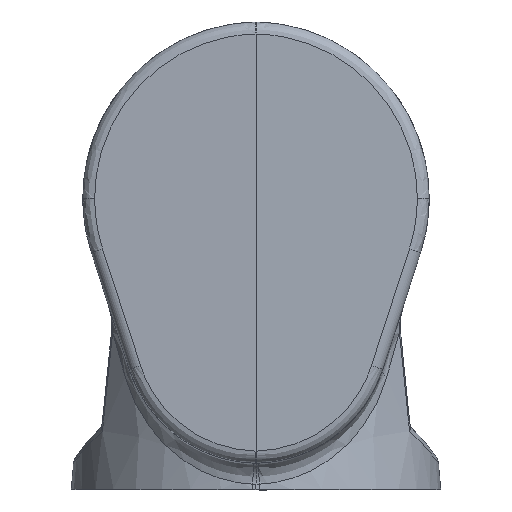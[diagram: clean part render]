
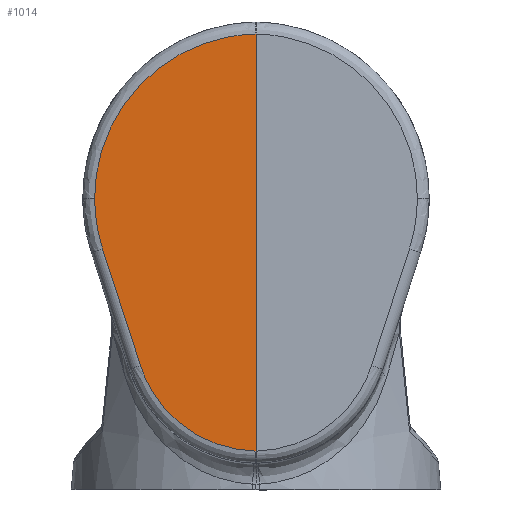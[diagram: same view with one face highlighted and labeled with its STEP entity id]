
A CAD part, left-side view. The second image highlights one B-rep face of the part: STEP entity #1014.
In plain terms, the highlighted planar face has unit normal (-1, 0.018, 0).
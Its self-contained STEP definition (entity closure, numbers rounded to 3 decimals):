
#22 = EDGE_LOOP ( 'NONE', ( #4855, #1632, #4863, #6934, #9186 ) ) ;
#243 = CARTESIAN_POINT ( 'NONE',  ( -96.39, 63.593, -20.669 ) ) ;
#637 = CARTESIAN_POINT ( 'NONE',  ( -97.105, 22.618, -104.269 ) ) ;
#670 = CARTESIAN_POINT ( 'NONE',  ( -96.334, 66.813, 0.011 ) ) ;
#701 = CARTESIAN_POINT ( 'NONE',  ( -96.666, 47.792, -69.3 ) ) ;
#1000 = DIRECTION ( 'NONE',  ( -1., 0.017, 0. ) ) ;
#1014 = ADVANCED_FACE ( 'NONE', ( #10556 ), #2313, .T. ) ;
#1049 = VERTEX_POINT ( 'NONE', #701 ) ;
#1447 = DIRECTION ( 'NONE',  ( 0.017, 1., 0. ) ) ;
#1457 = DIRECTION ( 'NONE',  ( 0., 0., -1. ) ) ;
#1480 = CARTESIAN_POINT ( 'NONE',  ( -96.788, 40.802, -90.814 ) ) ;
#1499 = EDGE_CURVE ( 'NONE', #2001, #5910, #4658, .T. ) ;
#1632 = ORIENTED_EDGE ( 'NONE', *, *, #6337, .F. ) ;
#1652 = CARTESIAN_POINT ( 'NONE',  ( -96.392, 63.485, -21.002 ) ) ;
#1731 = CARTESIAN_POINT ( 'NONE',  ( -97.5, 0., 68.001 ) ) ;
#2001 = VERTEX_POINT ( 'NONE', #1652 ) ;
#2313 = PLANE ( 'NONE',  #4233 ) ;
#2479 = CARTESIAN_POINT ( 'NONE',  ( -97.5, 0., 0. ) ) ;
#2695 = EDGE_CURVE ( 'NONE', #9803, #1049, #8747, .T. ) ;
#3663 =( BOUNDED_CURVE ( )  B_SPLINE_CURVE ( 3, ( #5587, #10612, #9943, #4925 ),
 .UNSPECIFIED., .F., .T. ) 
 B_SPLINE_CURVE_WITH_KNOTS ( ( 4, 4 ),
 ( 0., 1.553 ),
 .UNSPECIFIED. ) 
 CURVE ( )  GEOMETRIC_REPRESENTATION_ITEM ( )  RATIONAL_B_SPLINE_CURVE ( ( 1., 0.809, 0.809, 1. ) ) 
 REPRESENTATION_ITEM ( '' )  );
#3773 = VECTOR ( 'NONE', #6049, 1000. ) ;
#4233 = AXIS2_PLACEMENT_3D ( 'NONE', #2479, #1000, #1447 ) ;
#4263 = VERTEX_POINT ( 'NONE', #1731 ) ;
#4296 = CARTESIAN_POINT ( 'NONE',  ( -96.334, 66.813, 0.011 ) ) ;
#4658 =( BOUNDED_CURVE ( )  B_SPLINE_CURVE ( 3, ( #5648, #9849, #10670, #670 ),
 .UNSPECIFIED., .F., .T. ) 
 B_SPLINE_CURVE_WITH_KNOTS ( ( 4, 4 ),
 ( 5.969, 6.283 ),
 .UNSPECIFIED. ) 
 CURVE ( )  GEOMETRIC_REPRESENTATION_ITEM ( )  RATIONAL_B_SPLINE_CURVE ( ( 1., 0.992, 0.992, 1. ) ) 
 REPRESENTATION_ITEM ( '' )  );
#4855 = ORIENTED_EDGE ( 'NONE', *, *, #9750, .F. ) ;
#4863 = ORIENTED_EDGE ( 'NONE', *, *, #1499, .F. ) ;
#4925 = CARTESIAN_POINT ( 'NONE',  ( -97.5, 0., 68.001 ) ) ;
#5587 = CARTESIAN_POINT ( 'NONE',  ( -96.334, 66.813, 0.011 ) ) ;
#5648 = CARTESIAN_POINT ( 'NONE',  ( -96.392, 63.485, -21.002 ) ) ;
#5910 = VERTEX_POINT ( 'NONE', #4296 ) ;
#6049 = DIRECTION ( 'NONE',  ( 0.005, 0.309, 0.951 ) ) ;
#6195 = LINE ( 'NONE', #243, #3773 ) ;
#6337 = EDGE_CURVE ( 'NONE', #5910, #4263, #3663, .T. ) ;
#6415 = CARTESIAN_POINT ( 'NONE',  ( -97.5, 0., 0. ) ) ;
#6445 = CARTESIAN_POINT ( 'NONE',  ( -97.5, 0., -104.664 ) ) ;
#6934 = ORIENTED_EDGE ( 'NONE', *, *, #9398, .F. ) ;
#7300 = CARTESIAN_POINT ( 'NONE',  ( -96.666, 47.792, -69.3 ) ) ;
#7792 = LINE ( 'NONE', #6415, #10023 ) ;
#8747 =( BOUNDED_CURVE ( )  B_SPLINE_CURVE ( 3, ( #10631, #637, #1480, #7300 ),
 .UNSPECIFIED., .F., .F. ) 
 B_SPLINE_CURVE_WITH_KNOTS ( ( 4, 4 ),
 ( 4.73, 5.969 ),
 .UNSPECIFIED. ) 
 CURVE ( )  GEOMETRIC_REPRESENTATION_ITEM ( )  RATIONAL_B_SPLINE_CURVE ( ( 1., 0.876, 0.876, 1. ) ) 
 REPRESENTATION_ITEM ( '' )  );
#9186 = ORIENTED_EDGE ( 'NONE', *, *, #2695, .F. ) ;
#9398 = EDGE_CURVE ( 'NONE', #1049, #2001, #6195, .T. ) ;
#9750 = EDGE_CURVE ( 'NONE', #4263, #9803, #7792, .T. ) ;
#9803 = VERTEX_POINT ( 'NONE', #6445 ) ;
#9849 = CARTESIAN_POINT ( 'NONE',  ( -96.353, 65.695, -14.202 ) ) ;
#9943 = CARTESIAN_POINT ( 'NONE',  ( -96.814, 39.278, 67.315 ) ) ;
#10023 = VECTOR ( 'NONE', #1457, 1000. ) ;
#10556 = FACE_OUTER_BOUND ( 'NONE', #22, .T. ) ;
#10612 = CARTESIAN_POINT ( 'NONE',  ( -96.334, 66.813, 39.296 ) ) ;
#10631 = CARTESIAN_POINT ( 'NONE',  ( -97.5, 0., -104.664 ) ) ;
#10670 = CARTESIAN_POINT ( 'NONE',  ( -96.334, 66.813, -7.139 ) ) ;
